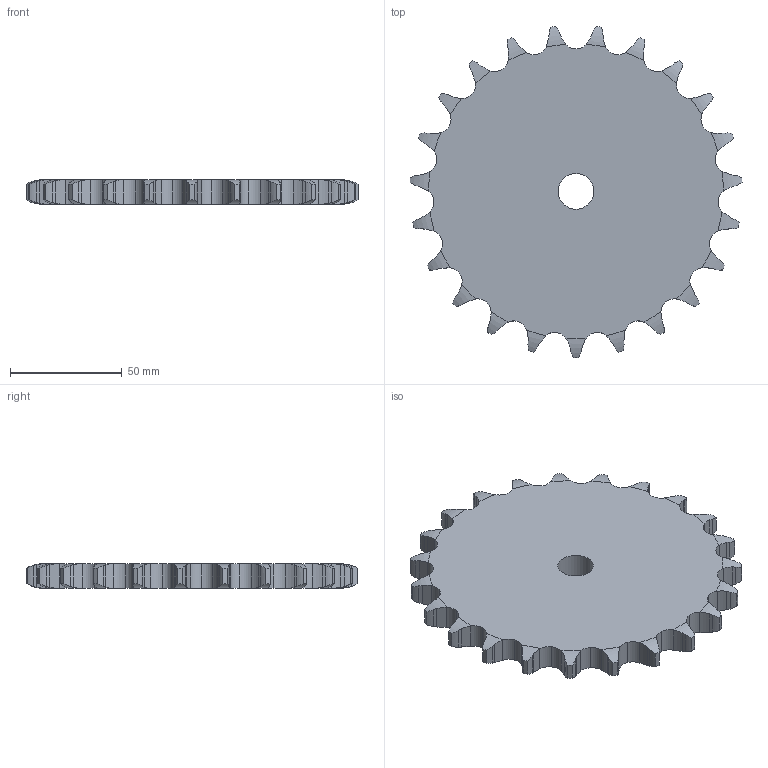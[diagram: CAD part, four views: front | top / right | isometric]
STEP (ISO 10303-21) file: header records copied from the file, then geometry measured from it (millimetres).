
FILE_DESCRIPTION(('FreeCAD Model'),'2;1');
FILE_NAME('Open CASCADE Shape Model','2022-04-05T08:34:40',('FreeCAD'),( 'FreeCAD'),'Open CASCADE STEP processor 7.5','FreeCAD','Unknown');
FILE_SCHEMA(('AUTOMOTIVE_DESIGN { 1 0 10303 214 1 1 1 1 }'));
Length unit declared in the file: millimetre
Products named in the file (1): Open CASCADE STEP translator 7.5 16
Bounding box: 148.78 x 148.44 x 11.1 mm (x, y, z)
Volume: 157104.5 mm3; surface area: 36260.5 mm2
Topology: 1 solids, 1 shells, 256 faces, 762 edges, 508 vertices
Faces by surface type: cylinder 162, plane 48, torus 46
Full cylindrical faces by diameter (mm): 16 x1
Entity records: 23492 total; most frequent: CARTESIAN_POINT 10659, DIRECTION 1742, ORIENTED_EDGE 1524, PCURVE 1524, DEFINITIONAL_REPRESENTATION 1524, B_SPLINE_CURVE_WITH_KNOTS 1104, LINE 856, VECTOR 856
